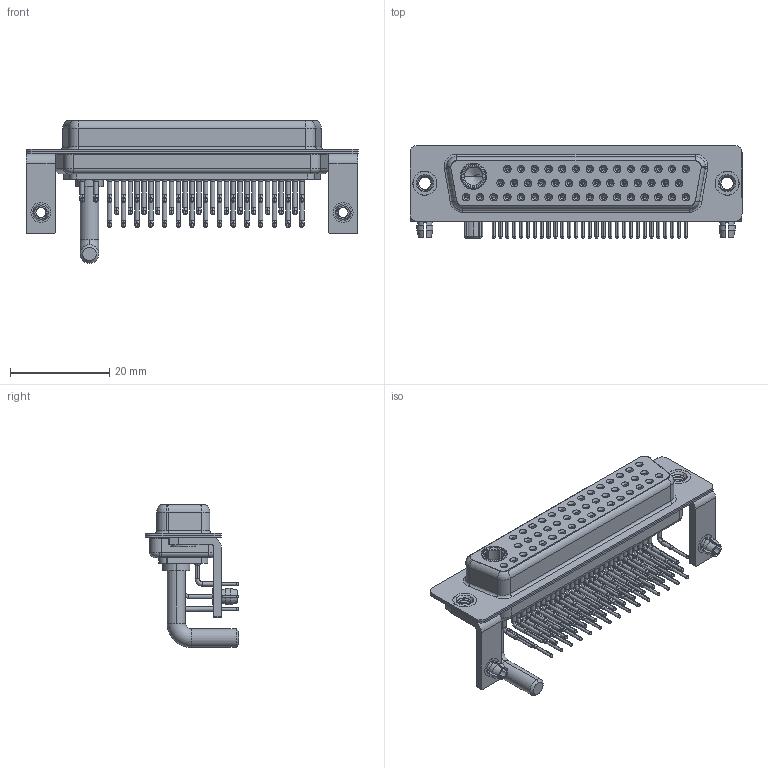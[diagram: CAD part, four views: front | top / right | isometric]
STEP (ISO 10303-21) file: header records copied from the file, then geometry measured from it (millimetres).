
FILE_DESCRIPTION (( 'STEP AP203' ), '1' );
FILE_NAME ('630-47W1250-4NB.STEP', '2022-06-10T10:49:01', ( '' ), ( '' ), 'SwSTEP 2.0', 'SolidWorks 2020', '' );
FILE_SCHEMA (( 'CONFIG_CONTROL_DESIGN' ));
Length unit declared in the file: millimetre
Products named in the file (11): 630Combo Shell Front_50 Contacts; 630Combo Threaded Rivet_B; 630Combo Board Lock_50 Contacts; 630Combo Stabilizer Bracket_50 Contacts; 630Combo Contact Row 1_50 Contacts; 630Combo Shell Rear_50 Contacts; 630Combo Housing_47W1; Power Socket_Ext 40A RA 50; 630Combo Contact Row 3; 630Combo Contact Row 2_50 Contacts; 630-47W1250-4NB
Assembly tree (56 placements, depth 2):
  630-47W1250-4NB
    630Combo Housing_47W1
    630Combo Shell Front_50 Contacts
    630Combo Shell Rear_50 Contacts
    630Combo Threaded Rivet_B  x2
    630Combo Stabilizer Bracket_50 Contacts  x2
    630Combo Board Lock_50 Contacts  x2
    Power Socket_Ext 40A RA 50
    630Combo Contact Row 1_50 Contacts  x15
    630Combo Contact Row 2_50 Contacts  x14
    630Combo Contact Row 3  x17
Bounding box: 67 x 18.8 x 28.8 mm (x, y, z)
Volume: 7788.5 mm3; surface area: 17078.9 mm2
Topology: 57 solids, 57 shells, 2912 faces, 7417 edges, 4678 vertices
Faces by surface type: cylinder 1262, plane 851, cone 545, bspline 191, torus 63
Entity records: 36268 total; most frequent: CARTESIAN_POINT 7461, DIRECTION 6098, ORIENTED_EDGE 5094, AXIS2_PLACEMENT_3D 2551, EDGE_CURVE 2547, VERTEX_POINT 1632, CIRCLE 1414, EDGE_LOOP 1363
